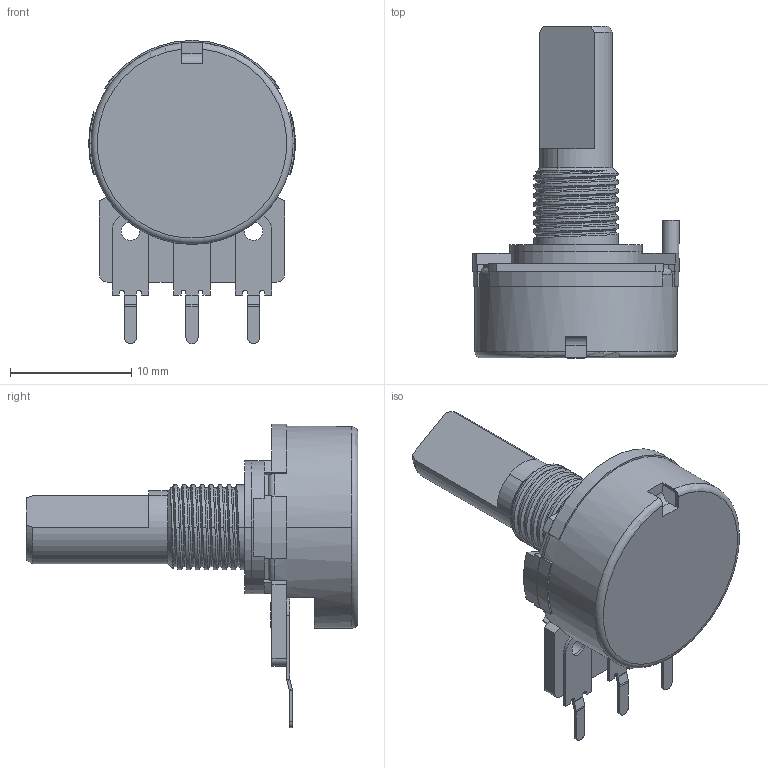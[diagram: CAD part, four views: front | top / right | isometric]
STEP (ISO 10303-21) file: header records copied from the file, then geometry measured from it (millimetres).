
FILE_DESCRIPTION((''),'2;1');
FILE_NAME('P160KN-0FC18_ASM','2020-12-08T13:15:18',('JVassar'),(''),'CREO PARAMETRIC BY PTC INC, 2018260','CREO PARAMETRIC BY PTC INC, 2018260','');
FILE_SCHEMA(('CONFIG_CONTROL_DESIGN'));
Length unit declared in the file: inch
Products named in the file (7): BM-251; BM-252; BM-253-1; BM-239-27; BM-254-4; BM-396; P160KN-0FC18_ASM
Assembly tree (8 placements, depth 2):
  P160KN-0FC18_ASM
    BM-251
    BM-252
    BM-253-1
    BM-239-27
    BM-254-4
    BM-396  x3
Bounding box: 17.02 x 27.32 x 24.97 mm (x, y, z)
Volume: 1199.1 mm3; surface area: 3053.9 mm2
Topology: 8 solids, 8 shells, 290 faces, 766 edges, 492 vertices
Faces by surface type: plane 165, cylinder 101, torus 10, bspline 9, cone 5
Entity records: 9891 total; most frequent: CARTESIAN_POINT 3929, ORIENTED_EDGE 1236, DIRECTION 1201, EDGE_CURVE 618, AXIS2_PLACEMENT_3D 418, VERTEX_POINT 404, VECTOR 365, LINE 365
